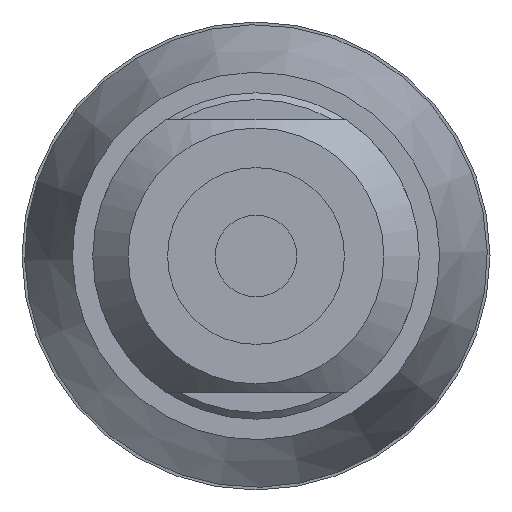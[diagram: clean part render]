
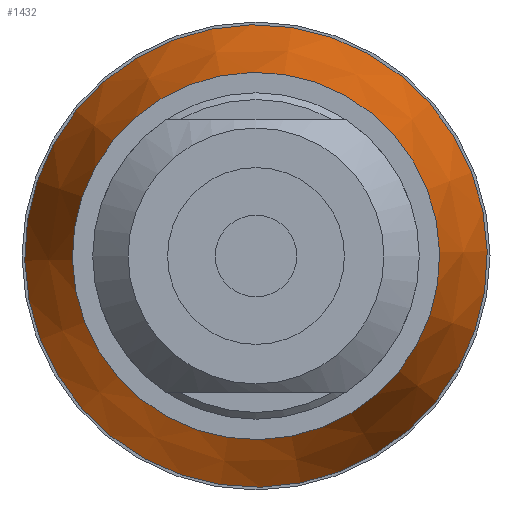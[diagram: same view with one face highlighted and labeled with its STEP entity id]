
A CAD part, left-side view. The second image highlights one B-rep face of the part: STEP entity #1432.
In plain terms, the highlighted conical face has half-angle 17.354 degrees and reference radius 7.625 mm.
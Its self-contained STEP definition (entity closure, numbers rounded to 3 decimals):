
#72=CONICAL_SURFACE('',#1634,7.625,0.303);
#237=LINE('',#2533,#304);
#304=VECTOR('',#2060,7.625);
#417=FACE_OUTER_BOUND('',#515,.T.);
#515=EDGE_LOOP('',(#1296,#1297,#1298,#1299));
#609=CIRCLE('',#1633,8.5);
#610=CIRCLE('',#1635,6.75);
#726=VERTEX_POINT('',#2528);
#727=VERTEX_POINT('',#2532);
#918=EDGE_CURVE('',#726,#726,#609,.T.);
#919=EDGE_CURVE('',#726,#727,#237,.T.);
#920=EDGE_CURVE('',#727,#727,#610,.T.);
#1296=ORIENTED_EDGE('',*,*,#918,.F.);
#1297=ORIENTED_EDGE('',*,*,#919,.T.);
#1298=ORIENTED_EDGE('',*,*,#920,.T.);
#1299=ORIENTED_EDGE('',*,*,#919,.F.);
#1432=ADVANCED_FACE('',(#417),#72,.T.);
#1633=AXIS2_PLACEMENT_3D('',#2530,#2056,#2057);
#1634=AXIS2_PLACEMENT_3D('',#2531,#2058,#2059);
#1635=AXIS2_PLACEMENT_3D('',#2534,#2061,#2062);
#2056=DIRECTION('center_axis',(1.,0.,0.));
#2057=DIRECTION('ref_axis',(0.,0.193,0.981));
#2058=DIRECTION('center_axis',(1.,0.,0.));
#2059=DIRECTION('ref_axis',(0.,0.193,0.981));
#2060=DIRECTION('',(-0.954,0.058,0.293));
#2061=DIRECTION('center_axis',(1.,0.,0.));
#2062=DIRECTION('ref_axis',(0.,0.193,0.981));
#2528=CARTESIAN_POINT('',(-2.15,-1.644,-8.339));
#2530=CARTESIAN_POINT('Origin',(-2.15,0.,
0.));
#2531=CARTESIAN_POINT('Origin',(-4.95,0.,
0.));
#2532=CARTESIAN_POINT('',(-7.75,-1.306,-6.623));
#2533=CARTESIAN_POINT('',(-4.95,-1.475,-7.481));
#2534=CARTESIAN_POINT('Origin',(-7.75,0.,
0.));
